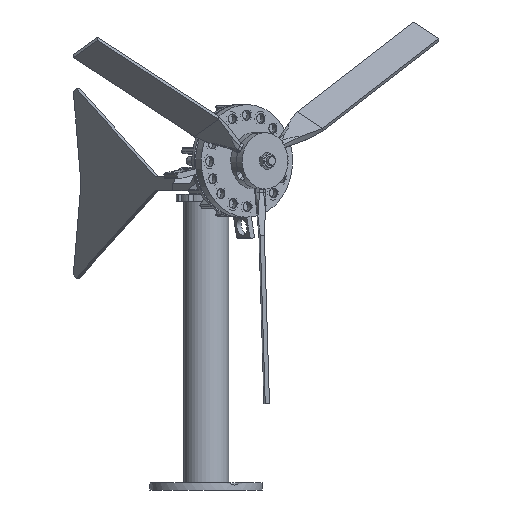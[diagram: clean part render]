
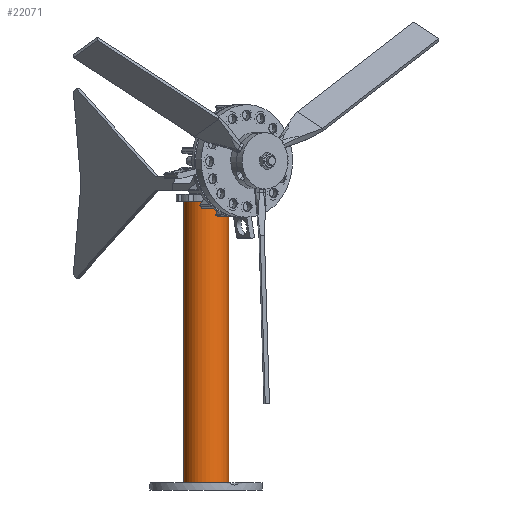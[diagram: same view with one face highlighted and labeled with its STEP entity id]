
A CAD part, left-side view. The second image highlights one B-rep face of the part: STEP entity #22071.
In plain terms, the highlighted cylindrical face has radius 16 mm (diameter 32 mm), a full revolution.
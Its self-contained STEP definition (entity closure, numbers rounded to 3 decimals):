
#520=CYLINDRICAL_SURFACE('',#23660,16.);
#756=CIRCLE('',#23661,16.);
#757=CIRCLE('',#23662,16.);
#1844=FACE_OUTER_BOUND('',#3082,.T.);
#3082=EDGE_LOOP('',(#16728,#16729,#16730,#16731));
#5402=LINE('',#33738,#7575);
#7575=VECTOR('',#26692,16.);
#9629=VERTEX_POINT('',#33735);
#9630=VERTEX_POINT('',#33737);
#12222=EDGE_CURVE('',#9629,#9629,#756,.T.);
#12223=EDGE_CURVE('',#9629,#9630,#5402,.T.);
#12224=EDGE_CURVE('',#9630,#9630,#757,.T.);
#16728=ORIENTED_EDGE('',*,*,#12222,.F.);
#16729=ORIENTED_EDGE('',*,*,#12223,.T.);
#16730=ORIENTED_EDGE('',*,*,#12224,.T.);
#16731=ORIENTED_EDGE('',*,*,#12223,.F.);
#22071=ADVANCED_FACE('',(#1844),#520,.T.);
#23660=AXIS2_PLACEMENT_3D('',#33734,#26688,#26689);
#23661=AXIS2_PLACEMENT_3D('',#33736,#26690,#26691);
#23662=AXIS2_PLACEMENT_3D('',#33739,#26693,#26694);
#26688=DIRECTION('center_axis',(0.,0.,1.));
#26689=DIRECTION('ref_axis',(1.,0.,0.));
#26690=DIRECTION('center_axis',(0.,0.,1.));
#26691=DIRECTION('ref_axis',(1.,0.,0.));
#26692=DIRECTION('',(0.,0.,-1.));
#26693=DIRECTION('center_axis',(0.,0.,1.));
#26694=DIRECTION('ref_axis',(1.,0.,0.));
#33734=CARTESIAN_POINT('Origin',(0.,0.,0.));
#33735=CARTESIAN_POINT('',(-16.,0.,200.));
#33736=CARTESIAN_POINT('Origin',(0.,0.,200.));
#33737=CARTESIAN_POINT('',(-16.,0.,0.));
#33738=CARTESIAN_POINT('',(-16.,0.,0.));
#33739=CARTESIAN_POINT('Origin',(0.,0.,0.));
